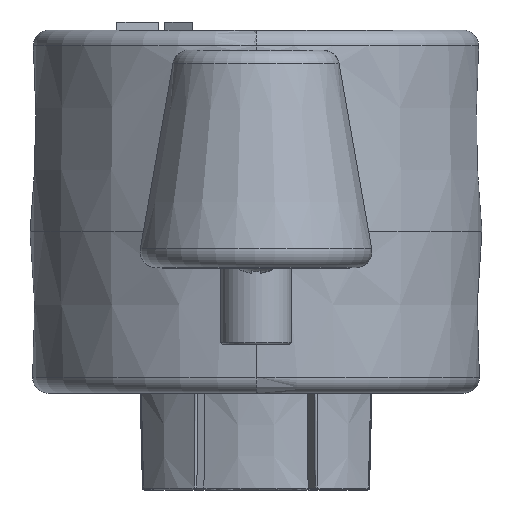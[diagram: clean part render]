
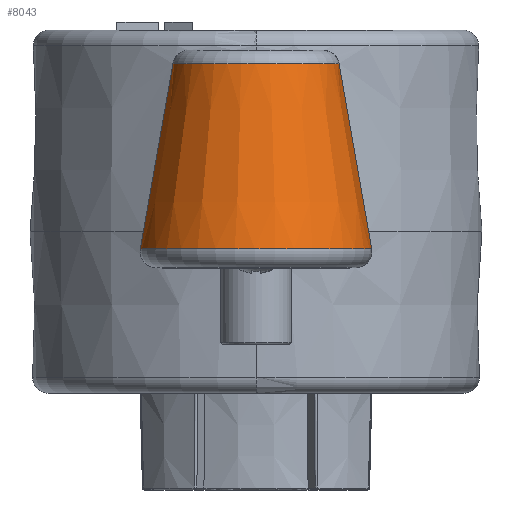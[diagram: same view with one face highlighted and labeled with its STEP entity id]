
A CAD part, left-side view. The second image highlights one B-rep face of the part: STEP entity #8043.
In plain terms, the highlighted conical face has half-angle 10 degrees and reference radius 12.314 mm.
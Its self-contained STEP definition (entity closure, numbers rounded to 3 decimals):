
#952=CARTESIAN_POINT('',(-60.,0.,52.847));
#953=DIRECTION('',(0.,0.,-1.));
#954=DIRECTION('',(0.,-1.,0.));
#955=AXIS2_PLACEMENT_3D('',#952,#953,#954);
#960=CARTESIAN_POINT('',(-60.,0.,52.847));
#961=DIRECTION('',(0.,0.,-1.));
#962=DIRECTION('',(-0.02,-1.,0.));
#963=AXIS2_PLACEMENT_3D('',#960,#961,#962);
#976=DIRECTION('',(0.,-0.174,0.985));
#977=VECTOR('',#976,23.292);
#978=CARTESIAN_POINT('',(-60.,14.336,29.909));
#979=LINE('',#978,#977);
#983=DIRECTION('',(0.,-0.174,-0.985));
#984=VECTOR('',#983,23.292);
#985=CARTESIAN_POINT('',(-60.,-10.291,52.847));
#986=LINE('',#985,#984);
#990=CARTESIAN_POINT('',(-60.,0.,29.909));
#991=DIRECTION('',(0.,0.,1.));
#992=DIRECTION('',(0.,1.,0.));
#993=AXIS2_PLACEMENT_3D('',#990,#991,#992);
#998=CARTESIAN_POINT('',(-60.,0.,29.909));
#999=DIRECTION('',(0.,0.,1.));
#1000=DIRECTION('',(-0.021,-1.,0.));
#1001=AXIS2_PLACEMENT_3D('',#998,#999,#1000);
#6726=CARTESIAN_POINT('',(-60.,-10.291,52.847));
#6727=VERTEX_POINT('',#6726);
#6731=CARTESIAN_POINT('',(-60.,-14.336,29.909));
#6732=VERTEX_POINT('',#6731);
#6759=CARTESIAN_POINT('',(-60.,10.291,52.847));
#6760=VERTEX_POINT('',#6759);
#6761=CARTESIAN_POINT('',(-60.,14.336,29.909));
#6762=VERTEX_POINT('',#6761);
#6765=CARTESIAN_POINT('',(-60.208,-10.289,
52.847));
#6766=VERTEX_POINT('',#6765);
#6767=CARTESIAN_POINT('',(-60.304,-14.333,
29.909));
#6768=VERTEX_POINT('',#6767);
#8028=CARTESIAN_POINT('',(-60.,0.,41.378));
#8029=DIRECTION('',(0.,0.,-1.));
#8030=DIRECTION('',(0.,-1.,0.));
#8031=AXIS2_PLACEMENT_3D('',#8028,#8029,#8030);
#8032=CONICAL_SURFACE('',#8031,12.314,10.);
#8034=ORIENTED_EDGE('',*,*,#8033,.F.);
#8036=ORIENTED_EDGE('',*,*,#8035,.F.);
#8037=ORIENTED_EDGE('',*,*,#7990,.T.);
#8038=ORIENTED_EDGE('',*,*,#8022,.F.);
#8039=ORIENTED_EDGE('',*,*,#8020,.F.);
#8040=ORIENTED_EDGE('',*,*,#7886,.T.);
#8041=EDGE_LOOP('',(#8034,#8036,#8037,#8038,#8039,#8040));
#8042=FACE_OUTER_BOUND('',#8041,.F.);
#956=CIRCLE('',#955,10.291);
#964=CIRCLE('',#963,10.291);
#994=CIRCLE('',#993,14.336);
#1002=CIRCLE('',#1001,14.336);
#7886=EDGE_CURVE('',#6727,#6732,#986,.T.);
#7990=EDGE_CURVE('',#6762,#6760,#979,.T.);
#8020=EDGE_CURVE('',#6727,#6766,#956,.T.);
#8022=EDGE_CURVE('',#6766,#6760,#964,.T.);
#8033=EDGE_CURVE('',#6768,#6732,#1002,.T.);
#8035=EDGE_CURVE('',#6762,#6768,#994,.T.);
#8043=ADVANCED_FACE('',(#8042),#8032,.T.);
